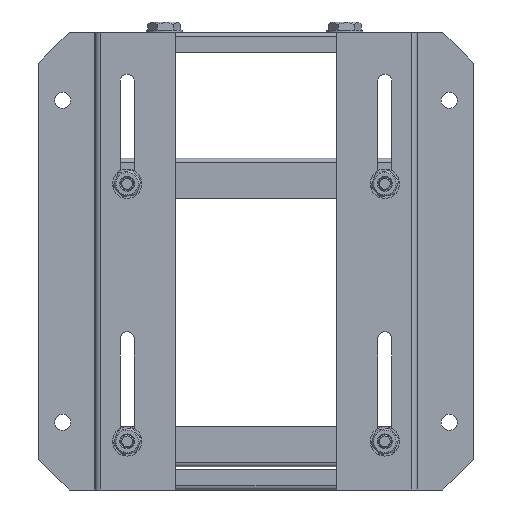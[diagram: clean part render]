
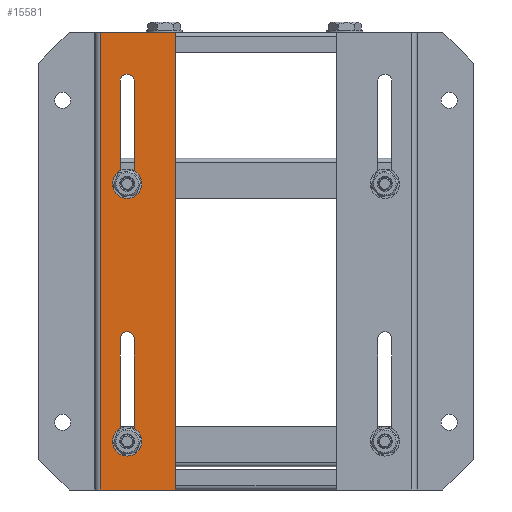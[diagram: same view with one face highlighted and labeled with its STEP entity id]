
A CAD part, front view. The second image highlights one B-rep face of the part: STEP entity #15581.
In plain terms, the highlighted planar face has unit normal (0, -1, 0).
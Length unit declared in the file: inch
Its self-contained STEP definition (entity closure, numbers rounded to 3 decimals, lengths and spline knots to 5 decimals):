
#605 = VECTOR ( 'NONE', #3339, 39.37008 ) ;
#642 = VECTOR ( 'NONE', #4554, 39.37008 ) ;
#892 = CARTESIAN_POINT ( 'NONE',  ( -5.56583, -0.42827, 6.98819 ) ) ;
#1126 = CIRCLE ( 'NONE', #14427, 0.27559 ) ;
#1169 = DIRECTION ( 'NONE',  ( 0., 0., -1. ) ) ;
#1232 = ORIENTED_EDGE ( 'NONE', *, *, #17004, .F. ) ;
#1263 = LINE ( 'NONE', #15505, #12134 ) ;
#1660 = CARTESIAN_POINT ( 'NONE',  ( 5.22354, -0.42827, 8.875 ) ) ;
#1739 = EDGE_CURVE ( 'NONE', #2997, #3547, #10416, .T. ) ;
#1845 = DIRECTION ( 'NONE',  ( 0., 0., 1. ) ) ;
#2208 = VERTEX_POINT ( 'NONE', #6337 ) ;
#2508 = LINE ( 'NONE', #10222, #15131 ) ;
#2603 = LINE ( 'NONE', #3098, #642 ) ;
#2997 = VERTEX_POINT ( 'NONE', #18073 ) ;
#3075 = AXIS2_PLACEMENT_3D ( 'NONE', #13741, #10654, #1169 ) ;
#3098 = CARTESIAN_POINT ( 'NONE',  ( -5.56583, -0.42827, 3.01181 ) ) ;
#3170 = DIRECTION ( 'NONE',  ( 0., 1., 0. ) ) ;
#3227 = VERTEX_POINT ( 'NONE', #17295 ) ;
#3339 = DIRECTION ( 'NONE',  ( 0., 0., -1. ) ) ;
#3537 = AXIS2_PLACEMENT_3D ( 'NONE', #9634, #3170, #14258 ) ;
#3547 = VERTEX_POINT ( 'NONE', #15417 ) ;
#3617 = EDGE_LOOP ( 'NONE', ( #19290, #17840, #16570, #14848 ) ) ;
#3948 = VERTEX_POINT ( 'NONE', #11108 ) ;
#4031 = AXIS2_PLACEMENT_3D ( 'NONE', #8395, #17613, #8190 ) ;
#4152 = VECTOR ( 'NONE', #8919, 39.37008 ) ;
#4168 = CIRCLE ( 'NONE', #12755, 0.27559 ) ;
#4514 = CARTESIAN_POINT ( 'NONE',  ( -6.11701, -0.42827, 6.98819 ) ) ;
#4554 = DIRECTION ( 'NONE',  ( 0., 0., 1. ) ) ;
#4727 = AXIS2_PLACEMENT_3D ( 'NONE', #11797, #8581, #6844 ) ;
#4804 = CARTESIAN_POINT ( 'NONE',  ( -6.87738, -0.42827, 8.875 ) ) ;
#5022 = VERTEX_POINT ( 'NONE', #6261 ) ;
#5086 = CARTESIAN_POINT ( 'NONE',  ( -5.56583, -0.42827, 3.01181 ) ) ;
#5103 = DIRECTION ( 'NONE',  ( 0., 1., 0. ) ) ;
#5310 = CIRCLE ( 'NONE', #4031, 0.27559 ) ;
#5424 = DIRECTION ( 'NONE',  ( 0., 0., -1. ) ) ;
#5644 = VERTEX_POINT ( 'NONE', #6590 ) ;
#5997 = CIRCLE ( 'NONE', #3075, 0.27559 ) ;
#6261 = CARTESIAN_POINT ( 'NONE',  ( -5.84142, -0.42827, 2.73622 ) ) ;
#6337 = CARTESIAN_POINT ( 'NONE',  ( -6.11701, -0.42827, 3.01181 ) ) ;
#6427 = EDGE_CURVE ( 'NONE', #3547, #11902, #2508, .T. ) ;
#6559 = CARTESIAN_POINT ( 'NONE',  ( -6.11701, -0.42827, 6.98819 ) ) ;
#6590 = CARTESIAN_POINT ( 'NONE',  ( -5.56583, -0.42827, -3.01181 ) ) ;
#6594 = CIRCLE ( 'NONE', #4727, 0.27559 ) ;
#6596 = LINE ( 'NONE', #15258, #13325 ) ;
#6655 = EDGE_CURVE ( 'NONE', #10693, #2208, #15853, .T. ) ;
#6688 = DIRECTION ( 'NONE',  ( 0., 0., -1. ) ) ;
#6844 = DIRECTION ( 'NONE',  ( 0., 0., -1. ) ) ;
#6890 = VERTEX_POINT ( 'NONE', #14269 ) ;
#7437 = VECTOR ( 'NONE', #12417, 39.37008 ) ;
#8190 = DIRECTION ( 'NONE',  ( 0., 0., -1. ) ) ;
#8301 = CIRCLE ( 'NONE', #3537, 0.27559 ) ;
#8345 = EDGE_CURVE ( 'NONE', #11118, #3948, #4168, .T. ) ;
#8395 = CARTESIAN_POINT ( 'NONE',  ( -5.84142, -0.42827, -3.01181 ) ) ;
#8568 = EDGE_CURVE ( 'NONE', #18616, #3948, #6596, .T. ) ;
#8581 = DIRECTION ( 'NONE',  ( 0., 1., 0. ) ) ;
#8639 = VECTOR ( 'NONE', #14386, 39.37008 ) ;
#8919 = DIRECTION ( 'NONE',  ( -1., 0., 0. ) ) ;
#8981 = PLANE ( 'NONE',  #17133 ) ;
#8994 = LINE ( 'NONE', #4804, #605 ) ;
#9313 = EDGE_CURVE ( 'NONE', #20119, #14102, #2603, .T. ) ;
#9634 = CARTESIAN_POINT ( 'NONE',  ( -5.84142, -0.42827, 3.01181 ) ) ;
#9842 = EDGE_CURVE ( 'NONE', #10693, #14102, #5997, .T. ) ;
#10222 = CARTESIAN_POINT ( 'NONE',  ( -3.98118, -0.42827, -8.875 ) ) ;
#10416 = LINE ( 'NONE', #1660, #8639 ) ;
#10654 = DIRECTION ( 'NONE',  ( 0., 1., 0. ) ) ;
#10693 = VERTEX_POINT ( 'NONE', #6559 ) ;
#11108 = CARTESIAN_POINT ( 'NONE',  ( -6.11701, -0.42827, -6.98819 ) ) ;
#11118 = VERTEX_POINT ( 'NONE', #19080 ) ;
#11715 = ORIENTED_EDGE ( 'NONE', *, *, #20064, .T. ) ;
#11726 = EDGE_CURVE ( 'NONE', #3227, #11118, #6594, .T. ) ;
#11797 = CARTESIAN_POINT ( 'NONE',  ( -5.84142, -0.42827, -6.98819 ) ) ;
#11902 = VERTEX_POINT ( 'NONE', #18402 ) ;
#12031 = EDGE_CURVE ( 'NONE', #5022, #2208, #8301, .T. ) ;
#12134 = VECTOR ( 'NONE', #1845, 39.37008 ) ;
#12351 = EDGE_CURVE ( 'NONE', #20119, #5022, #1126, .T. ) ;
#12393 = FACE_BOUND ( 'NONE', #20477, .T. ) ;
#12417 = DIRECTION ( 'NONE',  ( 0., 0., -1. ) ) ;
#12755 = AXIS2_PLACEMENT_3D ( 'NONE', #14590, #5103, #6688 ) ;
#13325 = VECTOR ( 'NONE', #13805, 39.37008 ) ;
#13445 = EDGE_CURVE ( 'NONE', #11902, #6890, #19493, .T. ) ;
#13542 = ORIENTED_EDGE ( 'NONE', *, *, #8568, .F. ) ;
#13703 = CARTESIAN_POINT ( 'NONE',  ( -6.90638, -0.42827, -8.875 ) ) ;
#13741 = CARTESIAN_POINT ( 'NONE',  ( -5.84142, -0.42827, 6.98819 ) ) ;
#13805 = DIRECTION ( 'NONE',  ( 0., 0., -1. ) ) ;
#13846 = ORIENTED_EDGE ( 'NONE', *, *, #11726, .T. ) ;
#14102 = VERTEX_POINT ( 'NONE', #892 ) ;
#14110 = FACE_BOUND ( 'NONE', #19270, .T. ) ;
#14258 = DIRECTION ( 'NONE',  ( 0., 0., -1. ) ) ;
#14269 = CARTESIAN_POINT ( 'NONE',  ( -6.87738, -0.42827, -8.875 ) ) ;
#14386 = DIRECTION ( 'NONE',  ( 1., 0., 0. ) ) ;
#14427 = AXIS2_PLACEMENT_3D ( 'NONE', #20084, #19883, #20009 ) ;
#14590 = CARTESIAN_POINT ( 'NONE',  ( -5.84142, -0.42827, -6.98819 ) ) ;
#14707 = EDGE_CURVE ( 'NONE', #2997, #6890, #8994, .T. ) ;
#14848 = ORIENTED_EDGE ( 'NONE', *, *, #6427, .F. ) ;
#15131 = VECTOR ( 'NONE', #5424, 39.37008 ) ;
#15258 = CARTESIAN_POINT ( 'NONE',  ( -6.11701, -0.42827, -3.01181 ) ) ;
#15417 = CARTESIAN_POINT ( 'NONE',  ( -3.98118, -0.42827, 8.875 ) ) ;
#15505 = CARTESIAN_POINT ( 'NONE',  ( -5.56583, -0.42827, -6.98819 ) ) ;
#15581 = ADVANCED_FACE ( 'NONE', ( #14110, #17312, #12393 ), #8981, .T. ) ;
#15853 = LINE ( 'NONE', #4514, #7437 ) ;
#16570 = ORIENTED_EDGE ( 'NONE', *, *, #13445, .F. ) ;
#16577 = ORIENTED_EDGE ( 'NONE', *, *, #12031, .T. ) ;
#16646 = CARTESIAN_POINT ( 'NONE',  ( -6.11701, -0.42827, -3.01181 ) ) ;
#17004 = EDGE_CURVE ( 'NONE', #3227, #5644, #1263, .T. ) ;
#17133 = AXIS2_PLACEMENT_3D ( 'NONE', #20094, #20150, #18520 ) ;
#17200 = ORIENTED_EDGE ( 'NONE', *, *, #8345, .T. ) ;
#17295 = CARTESIAN_POINT ( 'NONE',  ( -5.56583, -0.42827, -6.98819 ) ) ;
#17312 = FACE_OUTER_BOUND ( 'NONE', #3617, .T. ) ;
#17613 = DIRECTION ( 'NONE',  ( 0., 1., 0. ) ) ;
#17621 = ORIENTED_EDGE ( 'NONE', *, *, #6655, .F. ) ;
#17840 = ORIENTED_EDGE ( 'NONE', *, *, #14707, .T. ) ;
#18073 = CARTESIAN_POINT ( 'NONE',  ( -6.87738, -0.42827, 8.875 ) ) ;
#18402 = CARTESIAN_POINT ( 'NONE',  ( -3.98118, -0.42827, -8.875 ) ) ;
#18434 = ORIENTED_EDGE ( 'NONE', *, *, #9842, .T. ) ;
#18520 = DIRECTION ( 'NONE',  ( 0., 0., -1. ) ) ;
#18616 = VERTEX_POINT ( 'NONE', #16646 ) ;
#18825 = ORIENTED_EDGE ( 'NONE', *, *, #12351, .T. ) ;
#19080 = CARTESIAN_POINT ( 'NONE',  ( -5.84142, -0.42827, -7.26378 ) ) ;
#19173 = ORIENTED_EDGE ( 'NONE', *, *, #9313, .F. ) ;
#19270 = EDGE_LOOP ( 'NONE', ( #19173, #18825, #16577, #17621, #18434 ) ) ;
#19290 = ORIENTED_EDGE ( 'NONE', *, *, #1739, .F. ) ;
#19493 = LINE ( 'NONE', #13703, #4152 ) ;
#19883 = DIRECTION ( 'NONE',  ( 0., 1., 0. ) ) ;
#20009 = DIRECTION ( 'NONE',  ( 0., 0., -1. ) ) ;
#20064 = EDGE_CURVE ( 'NONE', #18616, #5644, #5310, .T. ) ;
#20084 = CARTESIAN_POINT ( 'NONE',  ( -5.84142, -0.42827, 3.01181 ) ) ;
#20094 = CARTESIAN_POINT ( 'NONE',  ( -7.09142, -0.42827, 8.875 ) ) ;
#20119 = VERTEX_POINT ( 'NONE', #5086 ) ;
#20150 = DIRECTION ( 'NONE',  ( 0., -1., 0. ) ) ;
#20477 = EDGE_LOOP ( 'NONE', ( #11715, #1232, #13846, #17200, #13542 ) ) ;
